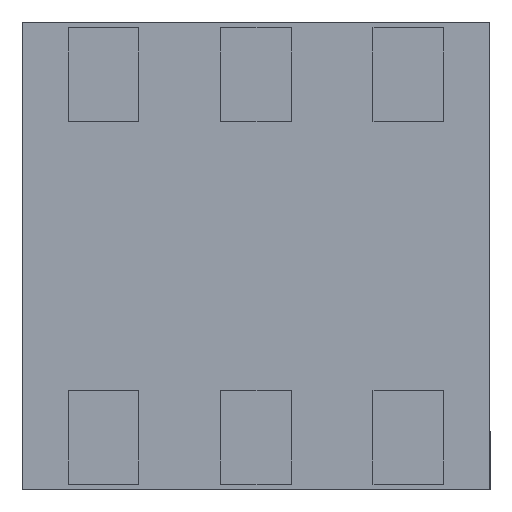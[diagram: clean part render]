
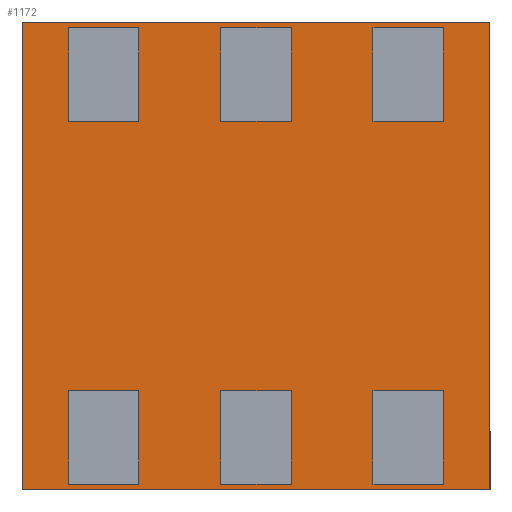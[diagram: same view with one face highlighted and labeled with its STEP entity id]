
A CAD part, front view. The second image highlights one B-rep face of the part: STEP entity #1172.
In plain terms, the highlighted planar face has unit normal (0, -1, 0).
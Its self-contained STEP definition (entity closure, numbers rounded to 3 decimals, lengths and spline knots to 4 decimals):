
#29=FACE_BOUND('',#163,.T.);
#30=FACE_BOUND('',#164,.T.);
#31=FACE_BOUND('',#165,.T.);
#32=FACE_BOUND('',#166,.T.);
#33=FACE_BOUND('',#167,.T.);
#34=FACE_BOUND('',#168,.T.);
#96=FACE_OUTER_BOUND('',#162,.T.);
#162=EDGE_LOOP('',(#957,#958,#959,#960));
#163=EDGE_LOOP('',(#961,#962,#963,#964));
#164=EDGE_LOOP('',(#965,#966,#967,#968));
#165=EDGE_LOOP('',(#969,#970,#971,#972));
#166=EDGE_LOOP('',(#973,#974,#975,#976));
#167=EDGE_LOOP('',(#977,#978,#979,#980));
#168=EDGE_LOOP('',(#981,#982,#983,#984));
#205=LINE('',#1695,#349);
#209=LINE('',#1703,#353);
#212=LINE('',#1709,#356);
#215=LINE('',#1714,#359);
#217=LINE('',#1720,#361);
#221=LINE('',#1728,#365);
#224=LINE('',#1734,#368);
#227=LINE('',#1739,#371);
#229=LINE('',#1745,#373);
#233=LINE('',#1753,#377);
#236=LINE('',#1759,#380);
#239=LINE('',#1764,#383);
#241=LINE('',#1770,#385);
#245=LINE('',#1778,#389);
#248=LINE('',#1784,#392);
#251=LINE('',#1789,#395);
#253=LINE('',#1795,#397);
#257=LINE('',#1803,#401);
#260=LINE('',#1809,#404);
#263=LINE('',#1814,#407);
#265=LINE('',#1820,#409);
#269=LINE('',#1828,#413);
#272=LINE('',#1834,#416);
#275=LINE('',#1839,#419);
#305=LINE('',#1903,#449);
#308=LINE('',#1908,#452);
#310=LINE('',#1912,#454);
#312=LINE('',#1915,#456);
#349=VECTOR('',#1411,10.);
#353=VECTOR('',#1417,10.);
#356=VECTOR('',#1422,10.);
#359=VECTOR('',#1427,10.);
#361=VECTOR('',#1433,10.);
#365=VECTOR('',#1439,10.);
#368=VECTOR('',#1444,10.);
#371=VECTOR('',#1449,10.);
#373=VECTOR('',#1455,10.);
#377=VECTOR('',#1461,10.);
#380=VECTOR('',#1466,10.);
#383=VECTOR('',#1471,10.);
#385=VECTOR('',#1477,10.);
#389=VECTOR('',#1483,10.);
#392=VECTOR('',#1488,10.);
#395=VECTOR('',#1493,10.);
#397=VECTOR('',#1499,10.);
#401=VECTOR('',#1505,10.);
#404=VECTOR('',#1510,10.);
#407=VECTOR('',#1515,10.);
#409=VECTOR('',#1521,10.);
#413=VECTOR('',#1527,10.);
#416=VECTOR('',#1532,10.);
#419=VECTOR('',#1537,10.);
#449=VECTOR('',#1591,10.);
#452=VECTOR('',#1596,10.);
#454=VECTOR('',#1600,10.);
#456=VECTOR('',#1604,10.);
#481=VERTEX_POINT('',#1693);
#482=VERTEX_POINT('',#1694);
#485=VERTEX_POINT('',#1702);
#487=VERTEX_POINT('',#1708);
#489=VERTEX_POINT('',#1718);
#490=VERTEX_POINT('',#1719);
#493=VERTEX_POINT('',#1727);
#495=VERTEX_POINT('',#1733);
#497=VERTEX_POINT('',#1743);
#498=VERTEX_POINT('',#1744);
#501=VERTEX_POINT('',#1752);
#503=VERTEX_POINT('',#1758);
#505=VERTEX_POINT('',#1768);
#506=VERTEX_POINT('',#1769);
#509=VERTEX_POINT('',#1777);
#511=VERTEX_POINT('',#1783);
#513=VERTEX_POINT('',#1793);
#514=VERTEX_POINT('',#1794);
#517=VERTEX_POINT('',#1802);
#519=VERTEX_POINT('',#1808);
#521=VERTEX_POINT('',#1818);
#522=VERTEX_POINT('',#1819);
#525=VERTEX_POINT('',#1827);
#527=VERTEX_POINT('',#1833);
#549=VERTEX_POINT('',#1901);
#550=VERTEX_POINT('',#1902);
#551=VERTEX_POINT('',#1907);
#552=VERTEX_POINT('',#1911);
#589=EDGE_CURVE('',#481,#482,#205,.T.);
#593=EDGE_CURVE('',#482,#485,#209,.T.);
#596=EDGE_CURVE('',#485,#487,#212,.T.);
#599=EDGE_CURVE('',#487,#481,#215,.T.);
#601=EDGE_CURVE('',#489,#490,#217,.T.);
#605=EDGE_CURVE('',#490,#493,#221,.T.);
#608=EDGE_CURVE('',#493,#495,#224,.T.);
#611=EDGE_CURVE('',#495,#489,#227,.T.);
#613=EDGE_CURVE('',#497,#498,#229,.T.);
#617=EDGE_CURVE('',#498,#501,#233,.T.);
#620=EDGE_CURVE('',#501,#503,#236,.T.);
#623=EDGE_CURVE('',#503,#497,#239,.T.);
#625=EDGE_CURVE('',#505,#506,#241,.T.);
#629=EDGE_CURVE('',#506,#509,#245,.T.);
#632=EDGE_CURVE('',#509,#511,#248,.T.);
#635=EDGE_CURVE('',#511,#505,#251,.T.);
#637=EDGE_CURVE('',#513,#514,#253,.T.);
#641=EDGE_CURVE('',#514,#517,#257,.T.);
#644=EDGE_CURVE('',#517,#519,#260,.T.);
#647=EDGE_CURVE('',#519,#513,#263,.T.);
#649=EDGE_CURVE('',#521,#522,#265,.T.);
#653=EDGE_CURVE('',#522,#525,#269,.T.);
#656=EDGE_CURVE('',#525,#527,#272,.T.);
#659=EDGE_CURVE('',#527,#521,#275,.T.);
#689=EDGE_CURVE('',#549,#550,#305,.T.);
#692=EDGE_CURVE('',#551,#549,#308,.T.);
#694=EDGE_CURVE('',#552,#551,#310,.T.);
#696=EDGE_CURVE('',#550,#552,#312,.T.);
#957=ORIENTED_EDGE('',*,*,#696,.F.);
#958=ORIENTED_EDGE('',*,*,#689,.F.);
#959=ORIENTED_EDGE('',*,*,#692,.F.);
#960=ORIENTED_EDGE('',*,*,#694,.F.);
#961=ORIENTED_EDGE('',*,*,#589,.T.);
#962=ORIENTED_EDGE('',*,*,#593,.T.);
#963=ORIENTED_EDGE('',*,*,#596,.T.);
#964=ORIENTED_EDGE('',*,*,#599,.T.);
#965=ORIENTED_EDGE('',*,*,#601,.T.);
#966=ORIENTED_EDGE('',*,*,#605,.T.);
#967=ORIENTED_EDGE('',*,*,#608,.T.);
#968=ORIENTED_EDGE('',*,*,#611,.T.);
#969=ORIENTED_EDGE('',*,*,#613,.T.);
#970=ORIENTED_EDGE('',*,*,#617,.T.);
#971=ORIENTED_EDGE('',*,*,#620,.T.);
#972=ORIENTED_EDGE('',*,*,#623,.T.);
#973=ORIENTED_EDGE('',*,*,#625,.T.);
#974=ORIENTED_EDGE('',*,*,#629,.T.);
#975=ORIENTED_EDGE('',*,*,#632,.T.);
#976=ORIENTED_EDGE('',*,*,#635,.T.);
#977=ORIENTED_EDGE('',*,*,#637,.T.);
#978=ORIENTED_EDGE('',*,*,#641,.T.);
#979=ORIENTED_EDGE('',*,*,#644,.T.);
#980=ORIENTED_EDGE('',*,*,#647,.T.);
#981=ORIENTED_EDGE('',*,*,#649,.T.);
#982=ORIENTED_EDGE('',*,*,#653,.T.);
#983=ORIENTED_EDGE('',*,*,#656,.T.);
#984=ORIENTED_EDGE('',*,*,#659,.T.);
#1046=PLANE('',#1332);
#1172=ADVANCED_FACE('',(#96,#29,#30,#31,#32,#33,#34),#1046,.F.);
#1332=AXIS2_PLACEMENT_3D('',#1917,#1607,#1608);
#1411=DIRECTION('',(1.,0.,0.));
#1417=DIRECTION('',(0.,0.,-1.));
#1422=DIRECTION('',(-1.,0.,0.));
#1427=DIRECTION('',(0.,0.,1.));
#1433=DIRECTION('',(1.,0.,0.));
#1439=DIRECTION('',(0.,0.,-1.));
#1444=DIRECTION('',(-1.,0.,0.));
#1449=DIRECTION('',(0.,0.,1.));
#1455=DIRECTION('',(0.,0.,1.));
#1461=DIRECTION('',(1.,0.,0.));
#1466=DIRECTION('',(0.,0.,-1.));
#1471=DIRECTION('',(-1.,0.,0.));
#1477=DIRECTION('',(0.,0.,1.));
#1483=DIRECTION('',(1.,0.,0.));
#1488=DIRECTION('',(0.,0.,-1.));
#1493=DIRECTION('',(-1.,0.,0.));
#1499=DIRECTION('',(0.,0.,1.));
#1505=DIRECTION('',(1.,0.,0.));
#1510=DIRECTION('',(0.,0.,-1.));
#1515=DIRECTION('',(-1.,0.,0.));
#1521=DIRECTION('',(0.,0.,-1.));
#1527=DIRECTION('',(-1.,0.,0.));
#1532=DIRECTION('',(0.,0.,1.));
#1537=DIRECTION('',(1.,0.,0.));
#1591=DIRECTION('',(0.,0.,1.));
#1596=DIRECTION('',(-1.,0.,0.));
#1600=DIRECTION('',(0.,0.,-1.));
#1604=DIRECTION('',(1.,0.,0.));
#1607=DIRECTION('center_axis',(0.,1.,0.));
#1608=DIRECTION('ref_axis',(0.,0.,1.));
#1693=CARTESIAN_POINT('',(-0.5,0.,-0.025));
#1694=CARTESIAN_POINT('',(-0.2,0.,-0.025));
#1695=CARTESIAN_POINT('',(-0.6,0.,-0.025));
#1702=CARTESIAN_POINT('',(-0.2,0.,-0.425));
#1703=CARTESIAN_POINT('',(-0.2,0.,-0.7125));
#1708=CARTESIAN_POINT('',(-0.5,0.,-0.425));
#1709=CARTESIAN_POINT('',(-0.75,0.,-0.425));
#1714=CARTESIAN_POINT('',(-0.5,0.,-0.5125));
#1718=CARTESIAN_POINT('',(-1.8,0.,-1.575));
#1719=CARTESIAN_POINT('',(-1.5,0.,-1.575));
#1720=CARTESIAN_POINT('',(-1.25,0.,-1.575));
#1727=CARTESIAN_POINT('',(-1.5,0.,-1.975));
#1728=CARTESIAN_POINT('',(-1.5,0.,-1.4875));
#1733=CARTESIAN_POINT('',(-1.8,0.,-1.975));
#1734=CARTESIAN_POINT('',(-1.4,0.,-1.975));
#1739=CARTESIAN_POINT('',(-1.8,0.,-1.2875));
#1743=CARTESIAN_POINT('',(-1.15,0.,-0.425));
#1744=CARTESIAN_POINT('',(-1.15,0.,-0.025));
#1745=CARTESIAN_POINT('',(-1.15,0.,-0.5125));
#1752=CARTESIAN_POINT('',(-0.85,0.,-0.025));
#1753=CARTESIAN_POINT('',(-0.925,0.,-0.025));
#1758=CARTESIAN_POINT('',(-0.85,0.,-0.425));
#1759=CARTESIAN_POINT('',(-0.85,0.,-0.7125));
#1764=CARTESIAN_POINT('',(-1.075,0.,-0.425));
#1768=CARTESIAN_POINT('',(-0.5,0.,-1.975));
#1769=CARTESIAN_POINT('',(-0.5,0.,-1.575));
#1770=CARTESIAN_POINT('',(-0.5,0.,-1.2875));
#1777=CARTESIAN_POINT('',(-0.2,0.,-1.575));
#1778=CARTESIAN_POINT('',(-0.6,0.,-1.575));
#1783=CARTESIAN_POINT('',(-0.2,0.,-1.975));
#1784=CARTESIAN_POINT('',(-0.2,0.,-1.4875));
#1789=CARTESIAN_POINT('',(-0.75,0.,-1.975));
#1793=CARTESIAN_POINT('',(-1.15,0.,-1.975));
#1794=CARTESIAN_POINT('',(-1.15,0.,-1.575));
#1795=CARTESIAN_POINT('',(-1.15,0.,-1.2875));
#1802=CARTESIAN_POINT('',(-0.85,0.,-1.575));
#1803=CARTESIAN_POINT('',(-0.925,0.,-1.575));
#1808=CARTESIAN_POINT('',(-0.85,0.,-1.975));
#1809=CARTESIAN_POINT('',(-0.85,0.,-1.4875));
#1814=CARTESIAN_POINT('',(-1.075,0.,-1.975));
#1818=CARTESIAN_POINT('',(-1.5,0.,-0.025));
#1819=CARTESIAN_POINT('',(-1.5,0.,-0.425));
#1820=CARTESIAN_POINT('',(-1.5,0.,-0.7125));
#1827=CARTESIAN_POINT('',(-1.8,0.,-0.425));
#1828=CARTESIAN_POINT('',(-1.4,0.,-0.425));
#1833=CARTESIAN_POINT('',(-1.8,0.,-0.025));
#1834=CARTESIAN_POINT('',(-1.8,0.,-0.5125));
#1839=CARTESIAN_POINT('',(-1.25,0.,-0.025));
#1901=CARTESIAN_POINT('',(-2.,0.,-2.));
#1902=CARTESIAN_POINT('',(-2.,0.,0.));
#1903=CARTESIAN_POINT('',(-2.,0.,-2.));
#1907=CARTESIAN_POINT('',(0.,0.,-2.));
#1908=CARTESIAN_POINT('',(0.,0.,-2.));
#1911=CARTESIAN_POINT('',(0.,0.,0.));
#1912=CARTESIAN_POINT('',(0.,0.,0.));
#1915=CARTESIAN_POINT('',(-2.,0.,0.));
#1917=CARTESIAN_POINT('Origin',(-1.,0.,-1.));
